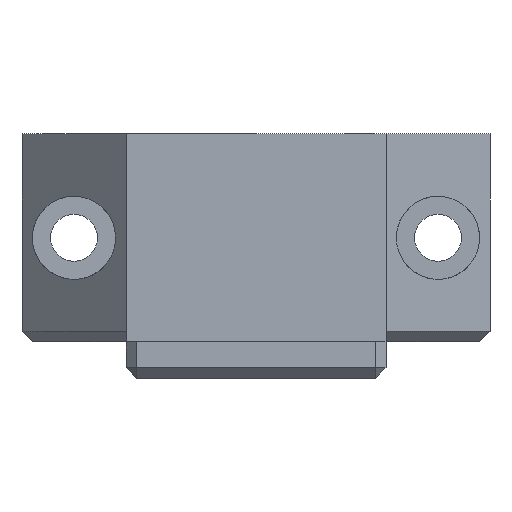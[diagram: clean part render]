
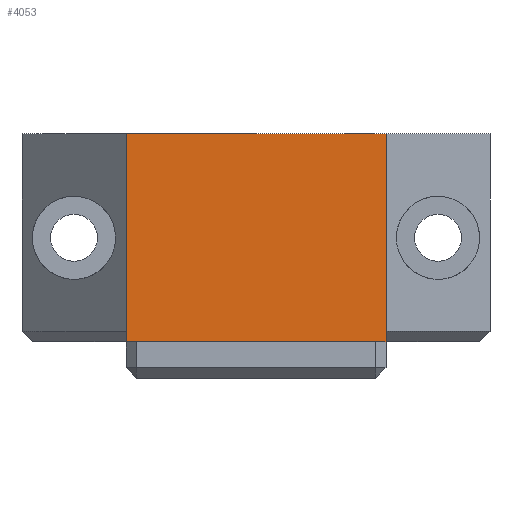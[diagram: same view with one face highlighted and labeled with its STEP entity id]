
A CAD part, front view. The second image highlights one B-rep face of the part: STEP entity #4053.
In plain terms, the highlighted planar face has unit normal (0, -1, 0).
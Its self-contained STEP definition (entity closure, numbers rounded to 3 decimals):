
#71=PLANE('',#4312);
#296=FACE_OUTER_BOUND('',#527,.T.);
#527=EDGE_LOOP('',(#3625,#3626,#3627,#3628));
#1138=LINE('',#16673,#1375);
#1142=LINE('',#16680,#1379);
#1151=LINE('',#16706,#1388);
#1152=LINE('',#16708,#1389);
#1375=VECTOR('',#4997,10.);
#1379=VECTOR('',#5005,10.);
#1388=VECTOR('',#5036,10.);
#1389=VECTOR('',#5039,10.);
#1789=VERTEX_POINT('',#16670);
#1790=VERTEX_POINT('',#16672);
#1791=VERTEX_POINT('',#16678);
#1797=VERTEX_POINT('',#16704);
#2401=EDGE_CURVE('',#1789,#1790,#1138,.T.);
#2405=EDGE_CURVE('',#1789,#1791,#1142,.T.);
#2417=EDGE_CURVE('',#1791,#1797,#1151,.T.);
#2418=EDGE_CURVE('',#1790,#1797,#1152,.T.);
#3625=ORIENTED_EDGE('',*,*,#2405,.T.);
#3626=ORIENTED_EDGE('',*,*,#2417,.T.);
#3627=ORIENTED_EDGE('',*,*,#2418,.F.);
#3628=ORIENTED_EDGE('',*,*,#2401,.F.);
#4053=ADVANCED_FACE('',(#296),#71,.T.);
#4312=AXIS2_PLACEMENT_3D('',#16707,#5037,#5038);
#4997=DIRECTION('',(0.,0.,1.));
#5005=DIRECTION('',(1.,0.,0.));
#5036=DIRECTION('',(0.,0.,1.));
#5037=DIRECTION('center_axis',(0.,-1.,0.));
#5038=DIRECTION('ref_axis',(1.,0.,0.));
#5039=DIRECTION('',(1.,0.,0.));
#16670=CARTESIAN_POINT('',(0.,0.,0.));
#16672=CARTESIAN_POINT('',(0.,0.,20.));
#16673=CARTESIAN_POINT('',(0.,0.,0.));
#16678=CARTESIAN_POINT('',(25.,0.,0.));
#16680=CARTESIAN_POINT('',(0.,0.,0.));
#16704=CARTESIAN_POINT('',(25.,0.,20.));
#16706=CARTESIAN_POINT('',(25.,0.,0.));
#16707=CARTESIAN_POINT('Origin',(0.,0.,0.));
#16708=CARTESIAN_POINT('',(0.,0.,20.));
